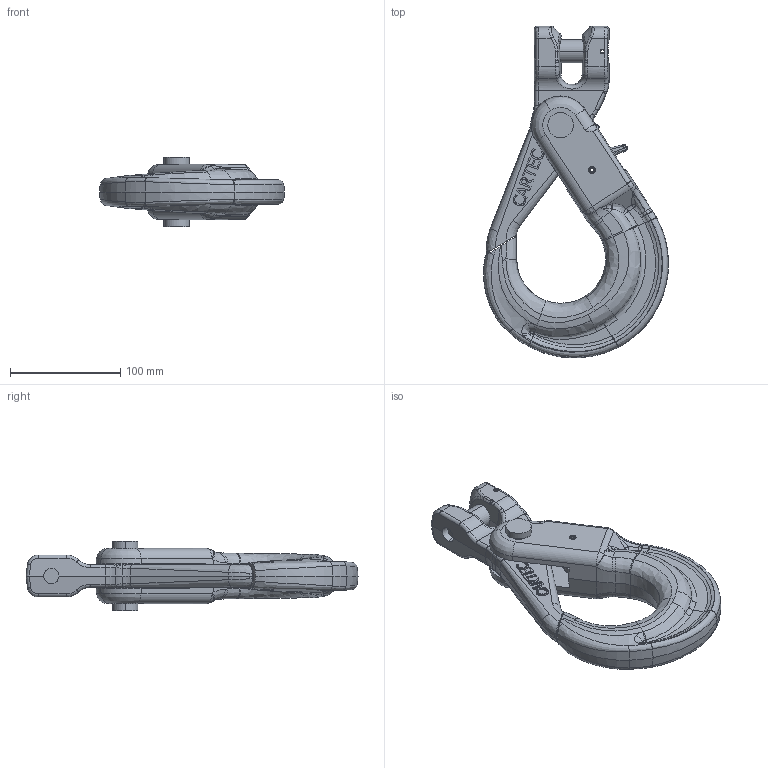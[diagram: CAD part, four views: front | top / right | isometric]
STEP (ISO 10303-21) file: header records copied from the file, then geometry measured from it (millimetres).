
FILE_DESCRIPTION(('STEP AP214'),'1');
FILE_NAME('crf_16.stp','2018-01-22T14:39:45',('TraceParts'),('TraceParts S.A.'),'Spatial InterOp 3D',' ',' ');
FILE_SCHEMA(('automotive_design'));
Length unit declared in the file: millimetre
Products named in the file (8): crf_16_1; crf_16_2; crf_16_3; crf_16_4; crf_16_5; crf_16_6; crf_16_7; crf_16_8
Bounding box: 167.79 x 301.09 x 63 mm (x, y, z)
Volume: 752665.6 mm3; surface area: 121035.7 mm2
Topology: 8 solids, 8 shells, 767 faces, 1967 edges, 1193 vertices
Faces by surface type: bspline 383, plane 174, cylinder 156, cone 32, torus 22
Entity records: 45737 total; most frequent: CARTESIAN_POINT 23117, ORIENTED_EDGE 3886, DIRECTION 2729, EDGE_CURVE 1943, VERTEX_POINT 1193, AXIS2_PLACEMENT_3D 1048, EDGE_LOOP 796, STYLED_ITEM 775
